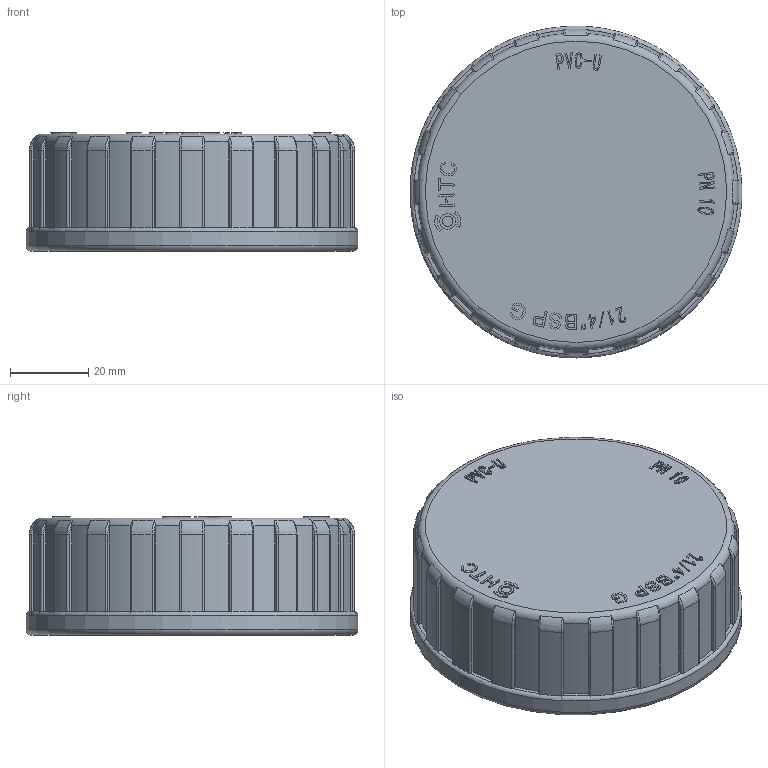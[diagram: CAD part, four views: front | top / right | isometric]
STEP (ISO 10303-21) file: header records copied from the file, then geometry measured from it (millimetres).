
FILE_DESCRIPTION(/* description */ (''),/* implementation_level */ '2;1');
FILE_NAME(/* name */ '2-1÷4寸堵头.stp',/* time_stamp */ '2023-12-25T15:25:15+08:00',/* author */ (''),/* organization */ (''),/* preprocessor_version */ 'ST-DEVELOPER v16',/* originating_system */ 'SIEMENS PLM Software NX 10.0',/* authorisation */ '');
FILE_SCHEMA (('AUTOMOTIVE_DESIGN { 1 0 10303 214 3 1 1 1 }'));
Length unit declared in the file: millimetre
Products named in the file (1): gelv17145EDF757n
Bounding box: 85 x 85 x 30.3 mm (x, y, z)
Surface area: 28031 mm2 (no closed solid volume)
Topology: 0 solids, 1 shells, 725 faces, 2063 edges, 1375 vertices
Faces by surface type: plane 498, cylinder 97, extrusion 62, bspline 43, torus 23, cone 2
Full cylindrical faces by diameter (mm): 2.667 x1, 4 x1, 65.71 x9, 85 x1
Entity records: 30462 total; most frequent: CARTESIAN_POINT 14096, ORIENTED_EDGE 4046, DIRECTION 2371, EDGE_CURVE 2023, VERTEX_POINT 1353, B_SPLINE_CURVE_WITH_KNOTS 1226, AXIS2_PLACEMENT_3D 837, EDGE_LOOP 762
